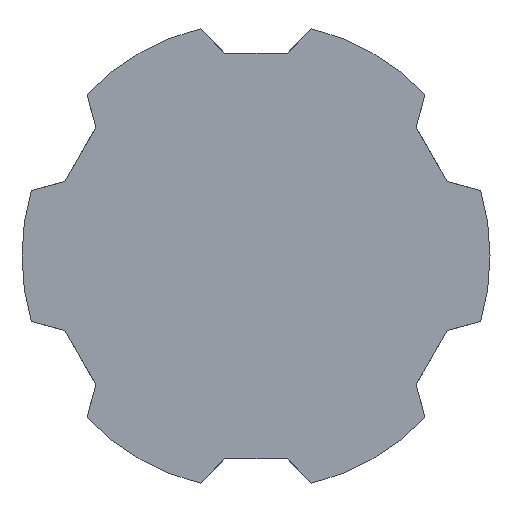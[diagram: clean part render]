
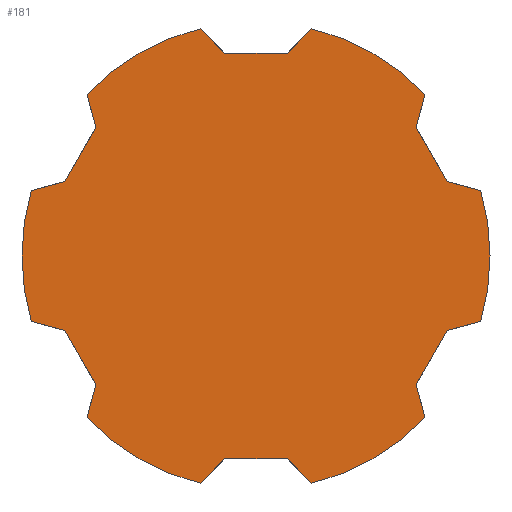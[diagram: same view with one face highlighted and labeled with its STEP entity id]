
A CAD part, front view. The second image highlights one B-rep face of the part: STEP entity #181.
In plain terms, the highlighted planar face has unit normal (0, -1, 0).
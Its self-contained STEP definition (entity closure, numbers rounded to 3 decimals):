
#1=CARTESIAN_POINT('POINT1',(-0.46,
   -2.812,0.179));
#2=VERTEX_POINT('VERTEX1',#1);
#3=CARTESIAN_POINT('POINT2',(-0.54,
   -2.812,0.157));
#4=VERTEX_POINT('VERTEX2',#3);
#5=CARTESIAN_POINT('POS1',(-0.232,-2.812
   ,0.24));
#6=DIRECTION('DIR1',(-0.966,0.,
   -0.259));
#7=VECTOR('VEC1',#6,0.037);
#8=LINE('STRAIGHT1',#5,#7);
#9=EDGE_CURVE('EDGE1',#2,#4,#8,.T.);
#10=ORIENTED_EDGE('COEDGE1',*,*,#9,.T.);
#11=CARTESIAN_POINT('POINT3',(-0.54,
   -2.812,-0.157));
#12=VERTEX_POINT('VERTEX3',#11);
#13=CARTESIAN_POINT('POS2',(0.,-2.812
   ,0.));
#14=DIRECTION('DIR2',(0.,1.,0.));
#15=DIRECTION('DIR3',(0.,0.,1.));
#16=AXIS2_PLACEMENT_3D('AXIS1',#13,#14,#15);
#17=CIRCLE('ELLIPSE1',#16,0.562);
#18=EDGE_CURVE('EDGE2',#12,#4,#17,.T.);
#19=ORIENTED_EDGE('COEDGE2',*,*,#18,.F.);
#20=CARTESIAN_POINT('POINT4',(-0.46,
   -2.812,-0.179));
#21=VERTEX_POINT('VERTEX4',#20);
#22=CARTESIAN_POINT('POS3',(-0.405,-2.812
   ,-0.193));
#23=DIRECTION('DIR4',(0.966,0.,
   -0.259));
#24=VECTOR('VEC2',#23,0.037);
#25=LINE('STRAIGHT2',#22,#24);
#26=EDGE_CURVE('EDGE3',#12,#21,#25,.T.);
#27=ORIENTED_EDGE('COEDGE3',*,*,#26,.T.);
#28=CARTESIAN_POINT('POINT5',(-0.385,
   -2.812,-0.309));
#29=VERTEX_POINT('VERTEX5',#28);
#30=CARTESIAN_POINT('POS4',(-0.502,
   -2.812,-0.106));
#31=DIRECTION('DIR5',(0.5,0.,-0.866));
#32=VECTOR('VEC3',#31,0.037);
#33=LINE('STRAIGHT3',#30,#32);
#34=EDGE_CURVE('EDGE4',#21,#29,#33,.T.);
#35=ORIENTED_EDGE('COEDGE4',*,*,#34,.T.);
#36=CARTESIAN_POINT('POINT6',(-0.406,
   -2.812,-0.389));
#37=VERTEX_POINT('VERTEX6',#36);
#38=CARTESIAN_POINT('POS5',(-0.298,
   -2.812,0.015));
#39=DIRECTION('DIR6',(-0.259,0.,
   -0.966));
#40=VECTOR('VEC4',#39,0.037);
#41=LINE('STRAIGHT4',#38,#40);
#42=EDGE_CURVE('EDGE5',#29,#37,#41,.T.);
#43=ORIENTED_EDGE('COEDGE5',*,*,#42,.T.);
#44=CARTESIAN_POINT('POINT7',(-0.134,
   -2.812,-0.546));
#45=VERTEX_POINT('VERTEX7',#44);
#46=EDGE_CURVE('EDGE6',#45,#37,#17,.T.);
#47=ORIENTED_EDGE('COEDGE6',*,*,#46,.F.);
#48=CARTESIAN_POINT('POINT8',(-0.075,
   -2.812,-0.487));
#49=VERTEX_POINT('VERTEX8',#48);
#50=CARTESIAN_POINT('POS6',(0.061,-2.812
   ,-0.352));
#51=DIRECTION('DIR7',(0.707,0.,
   0.707));
#52=VECTOR('VEC5',#51,0.037);
#53=LINE('STRAIGHT5',#50,#52);
#54=EDGE_CURVE('EDGE7',#45,#49,#53,.T.);
#55=ORIENTED_EDGE('COEDGE7',*,*,#54,.T.);
#56=CARTESIAN_POINT('POINT9',(0.075,
   -2.812,-0.487));
#57=VERTEX_POINT('VERTEX9',#56);
#58=CARTESIAN_POINT('POS7',(-0.037,
   -2.812,-0.487));
#59=DIRECTION('DIR8',(1.,0.,0.));
#60=VECTOR('VEC6',#59,0.037);
#61=LINE('STRAIGHT6',#58,#60);
#62=EDGE_CURVE('EDGE8',#49,#57,#61,.T.);
#63=ORIENTED_EDGE('COEDGE8',*,*,#62,.T.);
#64=CARTESIAN_POINT('POINT10',(0.134,
   -2.812,-0.546));
#65=VERTEX_POINT('VERTEX10',#64);
#66=CARTESIAN_POINT('POS8',(-0.136,
   -2.812,-0.277));
#67=DIRECTION('DIR9',(0.707,0.,
   -0.707));
#68=VECTOR('VEC7',#67,0.037);
#69=LINE('STRAIGHT7',#66,#68);
#70=EDGE_CURVE('EDGE9',#57,#65,#69,.T.);
#71=ORIENTED_EDGE('COEDGE9',*,*,#70,.T.);
#72=CARTESIAN_POINT('POINT11',(0.406,
   -2.812,-0.389));
#73=VERTEX_POINT('VERTEX11',#72);
#74=EDGE_CURVE('EDGE10',#73,#65,#17,.T.);
#75=ORIENTED_EDGE('COEDGE10',*,*,#74,.F.);
#76=CARTESIAN_POINT('POINT12',(0.385,
   -2.812,-0.309));
#77=VERTEX_POINT('VERTEX12',#76);
#78=CARTESIAN_POINT('POS9',(0.326,-2.812
   ,-0.088));
#79=DIRECTION('DIR10',(-0.259,0.,
   0.966));
#80=VECTOR('VEC8',#79,0.037);
#81=LINE('STRAIGHT8',#78,#80);
#82=EDGE_CURVE('EDGE11',#73,#77,#81,.T.);
#83=ORIENTED_EDGE('COEDGE11',*,*,#82,.T.);
#84=CARTESIAN_POINT('POINT13',(0.46,
   -2.812,-0.179));
#85=VERTEX_POINT('VERTEX13',#84);
#86=CARTESIAN_POINT('POS10',(0.464,
   -2.812,-0.171));
#87=DIRECTION('DIR11',(0.5,0.,0.866));
#88=VECTOR('VEC9',#87,0.037);
#89=LINE('STRAIGHT9',#86,#88);
#90=EDGE_CURVE('EDGE12',#77,#85,#89,.T.);
#91=ORIENTED_EDGE('COEDGE12',*,*,#90,.T.);
#92=CARTESIAN_POINT('POINT14',(0.54,
   -2.812,-0.157));
#93=VERTEX_POINT('VERTEX14',#92);
#94=CARTESIAN_POINT('POS11',(0.303,
   -2.812,-0.221));
#95=DIRECTION('DIR12',(0.966,0.,
   0.259));
#96=VECTOR('VEC10',#95,0.037);
#97=LINE('STRAIGHT10',#94,#96);
#98=EDGE_CURVE('EDGE13',#85,#93,#97,.T.);
#99=ORIENTED_EDGE('COEDGE13',*,*,#98,.T.);
#100=CARTESIAN_POINT('POINT15',(0.54,
   -2.812,0.157));
#101=VERTEX_POINT('VERTEX15',#100);
#102=EDGE_CURVE('EDGE14',#101,#93,#17,.T.);
#103=ORIENTED_EDGE('COEDGE14',*,*,#102,.F.);
#104=CARTESIAN_POINT('POINT16',(0.46,
   -2.812,0.179));
#105=VERTEX_POINT('VERTEX16',#104);
#106=CARTESIAN_POINT('POS12',(0.335,
   -2.812,0.212));
#107=DIRECTION('DIR13',(-0.966,0.,
   0.259));
#108=VECTOR('VEC11',#107,0.037);
#109=LINE('STRAIGHT11',#106,#108);
#110=EDGE_CURVE('EDGE15',#101,#105,#109,.T.);
#111=ORIENTED_EDGE('COEDGE15',*,*,#110,.T.);
#112=CARTESIAN_POINT('POINT17',(0.385,
   -2.812,0.309));
#113=VERTEX_POINT('VERTEX17',#112);
#114=CARTESIAN_POINT('POS13',(0.38,
   -2.812,0.317));
#115=DIRECTION('DIR14',(-0.5,0.,0.866));
#116=VECTOR('VEC12',#115,0.037);
#117=LINE('STRAIGHT12',#114,#116);
#118=EDGE_CURVE('EDGE16',#105,#113,#117,.T.);
#119=ORIENTED_EDGE('COEDGE16',*,*,#118,.T.);
#120=CARTESIAN_POINT('POINT18',(0.406,
   -2.812,0.389));
#121=VERTEX_POINT('VERTEX18',#120);
#122=CARTESIAN_POINT('POS14',(0.368,
   -2.812,0.248));
#123=DIRECTION('DIR15',(0.259,0.,
   0.966));
#124=VECTOR('VEC13',#123,0.037);
#125=LINE('STRAIGHT13',#122,#124);
#126=EDGE_CURVE('EDGE17',#113,#121,#125,.T.);
#127=ORIENTED_EDGE('COEDGE17',*,*,#126,.T.);
#128=CARTESIAN_POINT('POINT19',(0.134,
   -2.812,0.546));
#129=VERTEX_POINT('VERTEX19',#128);
#130=EDGE_CURVE('EDGE18',#129,#121,#17,.T.);
#131=ORIENTED_EDGE('COEDGE18',*,*,#130,.F.);
#132=CARTESIAN_POINT('POINT20',(0.075,
   -2.812,0.487));
#133=VERTEX_POINT('VERTEX20',#132);
#134=CARTESIAN_POINT('POS15',(0.08,
   -2.812,0.492));
#135=DIRECTION('DIR16',(-0.707,0.,
   -0.707));
#136=VECTOR('VEC14',#135,0.037);
#137=LINE('STRAIGHT14',#134,#136);
#138=EDGE_CURVE('EDGE19',#129,#133,#137,.T.);
#139=ORIENTED_EDGE('COEDGE19',*,*,#138,.T.);
#140=CARTESIAN_POINT('POINT21',(-0.075,
   -2.812,0.487));
#141=VERTEX_POINT('VERTEX21',#140);
#142=CARTESIAN_POINT('POS16',(0.037,
   -2.812,0.487));
#143=DIRECTION('DIR17',(-1.,0.,0.));
#144=VECTOR('VEC15',#143,0.037);
#145=LINE('STRAIGHT15',#142,#144);
#146=EDGE_CURVE('EDGE20',#133,#141,#145,.T.);
#147=ORIENTED_EDGE('COEDGE20',*,*,#146,.T.);
#148=CARTESIAN_POINT('POINT22',(-0.134,
   -2.812,0.546));
#149=VERTEX_POINT('VERTEX22',#148);
#150=CARTESIAN_POINT('POS17',(-0.005,
   -2.812,0.417));
#151=DIRECTION('DIR18',(-0.707,0.,
   0.707));
#152=VECTOR('VEC16',#151,0.037);
#153=LINE('STRAIGHT16',#150,#152);
#154=EDGE_CURVE('EDGE21',#141,#149,#153,.T.);
#155=ORIENTED_EDGE('COEDGE21',*,*,#154,.T.);
#156=CARTESIAN_POINT('POINT23',(-0.406,
   -2.812,0.389));
#157=VERTEX_POINT('VERTEX23',#156);
#158=EDGE_CURVE('EDGE22',#157,#149,#17,.T.);
#159=ORIENTED_EDGE('COEDGE22',*,*,#158,.F.);
#160=CARTESIAN_POINT('POINT24',(-0.385,
   -2.812,0.309));
#161=VERTEX_POINT('VERTEX24',#160);
#162=CARTESIAN_POINT('POS18',(-0.396,
   -2.812,0.35));
#163=DIRECTION('DIR19',(0.259,0.,
   -0.966));
#164=VECTOR('VEC17',#163,0.037);
#165=LINE('STRAIGHT17',#162,#164);
#166=EDGE_CURVE('EDGE23',#157,#161,#165,.T.);
#167=ORIENTED_EDGE('COEDGE23',*,*,#166,.T.);
#168=CARTESIAN_POINT('POS19',(-0.343,
   -2.812,0.382));
#169=DIRECTION('DIR20',(-0.5,0.,-0.866));
#170=VECTOR('VEC18',#169,0.037);
#171=LINE('STRAIGHT18',#168,#170);
#172=EDGE_CURVE('EDGE24',#161,#2,#171,.T.);
#173=ORIENTED_EDGE('COEDGE24',*,*,#172,.T.);
#174=EDGE_LOOP('NONE',(#10,#19,#27,#35,#43,#47,#55,#63,#71,#75,#83,#91,
   #99,#103,#111,#119,#127,#131,#139,#147,#155,#159,#167,#173));
#175=FACE_BOUND('LOOP1',#174,.T.);
#176=CARTESIAN_POINT('POS20',(0.,
   -2.812,0.281));
#177=DIRECTION('DIR21',(0.,-1.,0.));
#178=DIRECTION('DIR22',(1.,0.,0.));
#179=AXIS2_PLACEMENT_3D('AXIS2',#176,#177,#178);
#180=PLANE('PLANE1',#179);
#181=ADVANCED_FACE('FACE1',(#175),#180,.T.);
